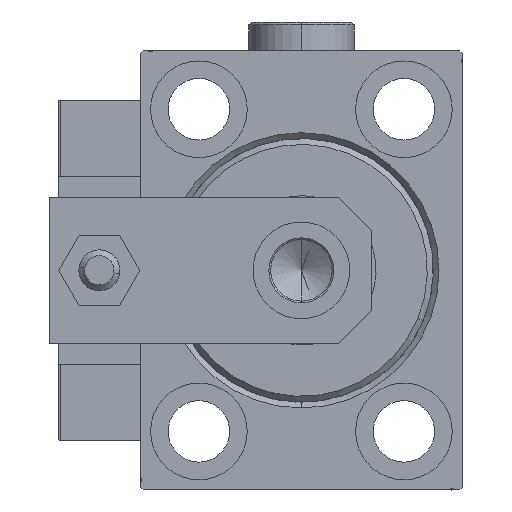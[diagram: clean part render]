
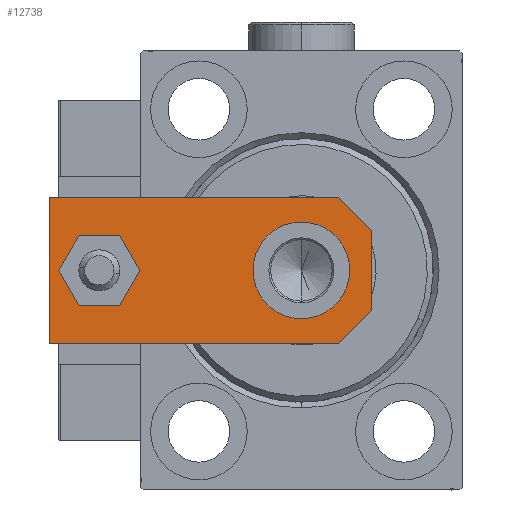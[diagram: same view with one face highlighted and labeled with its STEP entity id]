
A CAD part, left-side view. The second image highlights one B-rep face of the part: STEP entity #12738.
In plain terms, the highlighted face is planar.
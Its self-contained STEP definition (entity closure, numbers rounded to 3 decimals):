
#130 = VERTEX_POINT ( 'NONE', #29620 ) ;
#1674 = LINE ( 'NONE', #13673, #14101 ) ;
#2219 = AXIS2_PLACEMENT_3D ( 'NONE', #4094, #23881, #12431 ) ;
#3088 = EDGE_CURVE ( 'NONE', #47102, #47195, #40115, .T. ) ;
#3273 = VECTOR ( 'NONE', #26288, 1000. ) ;
#4094 = CARTESIAN_POINT ( 'NONE',  ( 0., 46.5, 6. ) ) ;
#4693 = AXIS2_PLACEMENT_3D ( 'NONE', #15457, #44113, #47763 ) ;
#4828 = DIRECTION ( 'NONE',  ( 0.707, -0.707, 0. ) ) ;
#5627 = CARTESIAN_POINT ( 'NONE',  ( 12.5, 55., 6. ) ) ;
#5965 = PLANE ( 'NONE',  #7086 ) ;
#6597 = CARTESIAN_POINT ( 'NONE',  ( -12.5, 55., 6. ) ) ;
#6940 = EDGE_CURVE ( 'NONE', #47195, #47102, #19489, .T. ) ;
#7086 = AXIS2_PLACEMENT_3D ( 'NONE', #30721, #46082, #10131 ) ;
#7718 = LINE ( 'NONE', #51473, #37060 ) ;
#8534 = AXIS2_PLACEMENT_3D ( 'NONE', #13380, #9221, #32652 ) ;
#9221 = DIRECTION ( 'NONE',  ( 0., 0., 1. ) ) ;
#9574 = LINE ( 'NONE', #30152, #41902 ) ;
#9826 = CARTESIAN_POINT ( 'NONE',  ( 3.42, -3.42, 6. ) ) ;
#9874 = EDGE_CURVE ( 'NONE', #39000, #20574, #7718, .T. ) ;
#10131 = DIRECTION ( 'NONE',  ( 1., 0., 0. ) ) ;
#11172 = FACE_BOUND ( 'NONE', #16767, .T. ) ;
#12431 = DIRECTION ( 'NONE',  ( 1., 0., 0. ) ) ;
#12503 = EDGE_LOOP ( 'NONE', ( #48860, #40863 ) ) ;
#12738 = ADVANCED_FACE ( 'NONE', ( #14819, #49735, #11172 ), #5965, .T. ) ;
#13380 = CARTESIAN_POINT ( 'NONE',  ( 0., 12., 6. ) ) ;
#13592 = VERTEX_POINT ( 'NONE', #24739 ) ;
#13604 = DIRECTION ( 'NONE',  ( 1., 0., 0. ) ) ;
#13644 = AXIS2_PLACEMENT_3D ( 'NONE', #20896, #41224, #13604 ) ;
#13673 = CARTESIAN_POINT ( 'NONE',  ( -3.42, -3.42, 6. ) ) ;
#14101 = VECTOR ( 'NONE', #4828, 1000. ) ;
#14819 = FACE_BOUND ( 'NONE', #12503, .T. ) ;
#14944 = CARTESIAN_POINT ( 'NONE',  ( -8.25, 12., 6. ) ) ;
#15432 = ORIENTED_EDGE ( 'NONE', *, *, #3088, .F. ) ;
#15457 = CARTESIAN_POINT ( 'NONE',  ( 0., 46.5, 6. ) ) ;
#16767 = EDGE_LOOP ( 'NONE', ( #15432, #49081 ) ) ;
#16816 = EDGE_CURVE ( 'NONE', #13592, #30698, #33827, .T. ) ;
#17433 = ORIENTED_EDGE ( 'NONE', *, *, #23976, .T. ) ;
#17502 = ORIENTED_EDGE ( 'NONE', *, *, #22745, .T. ) ;
#19372 = VECTOR ( 'NONE', #31328, 1000. ) ;
#19489 = CIRCLE ( 'NONE', #13644, 8.25 ) ;
#20508 = CIRCLE ( 'NONE', #4693, 4. ) ;
#20574 = VERTEX_POINT ( 'NONE', #46377 ) ;
#20681 = CARTESIAN_POINT ( 'NONE',  ( 6.84, 0., 6. ) ) ;
#20896 = CARTESIAN_POINT ( 'NONE',  ( 0., 12., 6. ) ) ;
#21004 = ORIENTED_EDGE ( 'NONE', *, *, #23497, .T. ) ;
#22745 = EDGE_CURVE ( 'NONE', #36405, #130, #46287, .T. ) ;
#23142 = LINE ( 'NONE', #30213, #3273 ) ;
#23497 = EDGE_CURVE ( 'NONE', #130, #43395, #23142, .T. ) ;
#23881 = DIRECTION ( 'NONE',  ( 0., 0., 1. ) ) ;
#23976 = EDGE_CURVE ( 'NONE', #20574, #49071, #1674, .T. ) ;
#24433 = EDGE_LOOP ( 'NONE', ( #32880, #17433, #34252, #17502, #21004, #51143 ) ) ;
#24739 = CARTESIAN_POINT ( 'NONE',  ( 4., 46.5, 6. ) ) ;
#26288 = DIRECTION ( 'NONE',  ( 0., 1., 0. ) ) ;
#26904 = LINE ( 'NONE', #51383, #19372 ) ;
#29620 = CARTESIAN_POINT ( 'NONE',  ( 12.5, 5.66, 6. ) ) ;
#30152 = CARTESIAN_POINT ( 'NONE',  ( -12.5, 0., 6. ) ) ;
#30213 = CARTESIAN_POINT ( 'NONE',  ( 12.5, 0., 6. ) ) ;
#30698 = VERTEX_POINT ( 'NONE', #51386 ) ;
#30721 = CARTESIAN_POINT ( 'NONE',  ( 0., 0., 6. ) ) ;
#31328 = DIRECTION ( 'NONE',  ( -1., 0., 0. ) ) ;
#32367 = VECTOR ( 'NONE', #34297, 1000. ) ;
#32369 = EDGE_CURVE ( 'NONE', #43395, #39000, #26904, .T. ) ;
#32652 = DIRECTION ( 'NONE',  ( 1., 0., 0. ) ) ;
#32880 = ORIENTED_EDGE ( 'NONE', *, *, #9874, .T. ) ;
#33827 = CIRCLE ( 'NONE', #2219, 4. ) ;
#34252 = ORIENTED_EDGE ( 'NONE', *, *, #37439, .T. ) ;
#34297 = DIRECTION ( 'NONE',  ( 0.707, 0.707, 0. ) ) ;
#36405 = VERTEX_POINT ( 'NONE', #20681 ) ;
#37060 = VECTOR ( 'NONE', #47816, 1000. ) ;
#37439 = EDGE_CURVE ( 'NONE', #49071, #36405, #9574, .T. ) ;
#37691 = DIRECTION ( 'NONE',  ( 1., 0., 0. ) ) ;
#39000 = VERTEX_POINT ( 'NONE', #6597 ) ;
#40115 = CIRCLE ( 'NONE', #8534, 8.25 ) ;
#40863 = ORIENTED_EDGE ( 'NONE', *, *, #16816, .F. ) ;
#41224 = DIRECTION ( 'NONE',  ( 0., 0., 1. ) ) ;
#41902 = VECTOR ( 'NONE', #37691, 1000. ) ;
#43395 = VERTEX_POINT ( 'NONE', #5627 ) ;
#44113 = DIRECTION ( 'NONE',  ( 0., 0., 1. ) ) ;
#44306 = CARTESIAN_POINT ( 'NONE',  ( -6.84, 0., 6. ) ) ;
#46082 = DIRECTION ( 'NONE',  ( 0., 0., 1. ) ) ;
#46287 = LINE ( 'NONE', #9826, #32367 ) ;
#46377 = CARTESIAN_POINT ( 'NONE',  ( -12.5, 5.66, 6. ) ) ;
#47102 = VERTEX_POINT ( 'NONE', #14944 ) ;
#47195 = VERTEX_POINT ( 'NONE', #51153 ) ;
#47763 = DIRECTION ( 'NONE',  ( 1., 0., 0. ) ) ;
#47816 = DIRECTION ( 'NONE',  ( 0., -1., 0. ) ) ;
#48173 = EDGE_CURVE ( 'NONE', #30698, #13592, #20508, .T. ) ;
#48860 = ORIENTED_EDGE ( 'NONE', *, *, #48173, .F. ) ;
#49071 = VERTEX_POINT ( 'NONE', #44306 ) ;
#49081 = ORIENTED_EDGE ( 'NONE', *, *, #6940, .F. ) ;
#49735 = FACE_OUTER_BOUND ( 'NONE', #24433, .T. ) ;
#51143 = ORIENTED_EDGE ( 'NONE', *, *, #32369, .T. ) ;
#51153 = CARTESIAN_POINT ( 'NONE',  ( 8.25, 12., 6. ) ) ;
#51383 = CARTESIAN_POINT ( 'NONE',  ( 12.5, 55., 6. ) ) ;
#51386 = CARTESIAN_POINT ( 'NONE',  ( -4., 46.5, 6. ) ) ;
#51473 = CARTESIAN_POINT ( 'NONE',  ( -12.5, 55., 6. ) ) ;
